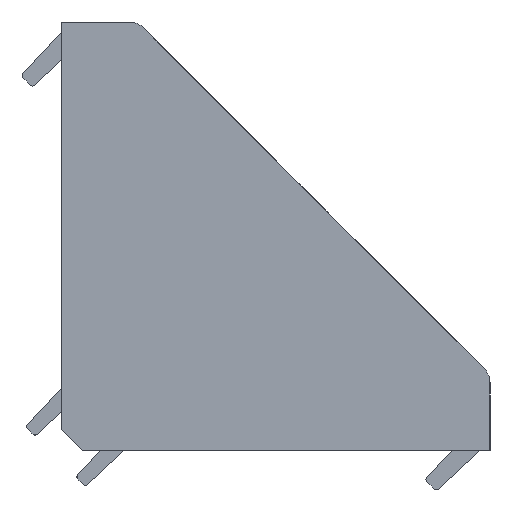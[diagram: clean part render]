
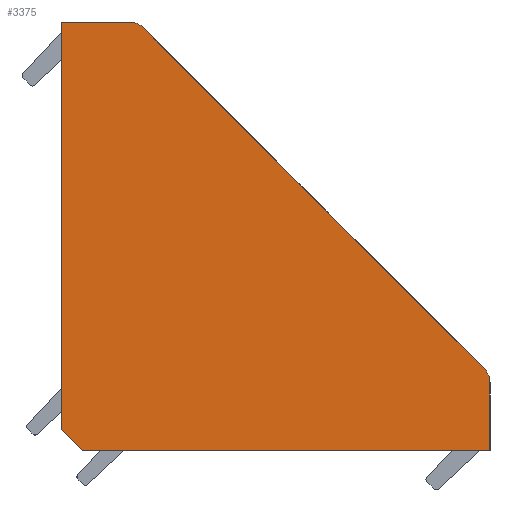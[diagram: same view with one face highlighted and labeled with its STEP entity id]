
A CAD part, left-side view. The second image highlights one B-rep face of the part: STEP entity #3375.
In plain terms, the highlighted planar face has unit normal (-1, 0, 0).
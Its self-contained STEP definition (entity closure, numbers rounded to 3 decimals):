
#33=CIRCLE('',#3632,2.);
#34=CIRCLE('',#3633,2.);
#306=FACE_OUTER_BOUND('',#500,.T.);
#500=EDGE_LOOP('',(#2381,#2382,#2383,#2384,#2385,#2386,#2387,#2388));
#744=LINE('',#5248,#1091);
#745=LINE('',#5250,#1092);
#746=LINE('',#5254,#1093);
#747=LINE('',#5258,#1094);
#748=LINE('',#5260,#1095);
#749=LINE('',#5261,#1096);
#1091=VECTOR('',#4134,1000.);
#1092=VECTOR('',#4135,1000.);
#1093=VECTOR('',#4138,1000.);
#1094=VECTOR('',#4141,1000.);
#1095=VECTOR('',#4142,1000.);
#1096=VECTOR('',#4143,1000.);
#1460=VERTEX_POINT('',#5246);
#1461=VERTEX_POINT('',#5247);
#1462=VERTEX_POINT('',#5249);
#1463=VERTEX_POINT('',#5251);
#1464=VERTEX_POINT('',#5253);
#1465=VERTEX_POINT('',#5255);
#1466=VERTEX_POINT('',#5257);
#1467=VERTEX_POINT('',#5259);
#1816=EDGE_CURVE('',#1460,#1461,#744,.T.);
#1817=EDGE_CURVE('',#1462,#1460,#745,.T.);
#1818=EDGE_CURVE('',#1463,#1462,#33,.T.);
#1819=EDGE_CURVE('',#1464,#1463,#746,.T.);
#1820=EDGE_CURVE('',#1465,#1464,#34,.T.);
#1821=EDGE_CURVE('',#1466,#1465,#747,.T.);
#1822=EDGE_CURVE('',#1467,#1466,#748,.T.);
#1823=EDGE_CURVE('',#1461,#1467,#749,.T.);
#2381=ORIENTED_EDGE('',*,*,#1816,.F.);
#2382=ORIENTED_EDGE('',*,*,#1817,.F.);
#2383=ORIENTED_EDGE('',*,*,#1818,.F.);
#2384=ORIENTED_EDGE('',*,*,#1819,.F.);
#2385=ORIENTED_EDGE('',*,*,#1820,.F.);
#2386=ORIENTED_EDGE('',*,*,#1821,.F.);
#2387=ORIENTED_EDGE('',*,*,#1822,.F.);
#2388=ORIENTED_EDGE('',*,*,#1823,.F.);
#3262=PLANE('',#3631);
#3375=ADVANCED_FACE('',(#306),#3262,.F.);
#3631=AXIS2_PLACEMENT_3D('',#5245,#4132,#4133);
#3632=AXIS2_PLACEMENT_3D('',#5252,#4136,#4137);
#3633=AXIS2_PLACEMENT_3D('',#5256,#4139,#4140);
#4132=DIRECTION('center_axis',(1.,0.,0.));
#4133=DIRECTION('ref_axis',(0.,0.,1.));
#4134=DIRECTION('',(0.,1.,0.));
#4135=DIRECTION('',(0.,0.,-1.));
#4136=DIRECTION('center_axis',(1.,0.,0.));
#4137=DIRECTION('ref_axis',(0.,0.,1.));
#4138=DIRECTION('',(0.,-0.707,-0.707));
#4139=DIRECTION('center_axis',(1.,0.,0.));
#4140=DIRECTION('ref_axis',(0.,0.,1.));
#4141=DIRECTION('',(0.,-1.,0.));
#4142=DIRECTION('',(0.,0.,1.));
#4143=DIRECTION('',(0.,0.707,0.707));
#5245=CARTESIAN_POINT('Origin',(-21.441,-6.669,40.));
#5246=CARTESIAN_POINT('',(-21.441,-42.,0.));
#5247=CARTESIAN_POINT('',(-21.441,-2.121,0.));
#5248=CARTESIAN_POINT('',(-21.441,-42.,0.));
#5249=CARTESIAN_POINT('',(-21.441,-42.,6.657));
#5250=CARTESIAN_POINT('',(-21.441,-42.,6.657));
#5251=CARTESIAN_POINT('',(-21.441,-41.414,8.071));
#5252=CARTESIAN_POINT('Origin',(-21.441,-40.,6.657));
#5253=CARTESIAN_POINT('',(-21.441,-8.084,41.414));
#5254=CARTESIAN_POINT('',(-21.441,-8.084,41.414));
#5255=CARTESIAN_POINT('',(-21.441,-6.669,42.));
#5256=CARTESIAN_POINT('Origin',(-21.441,-6.669,40.));
#5257=CARTESIAN_POINT('',(-21.441,0.,42.));
#5258=CARTESIAN_POINT('',(-21.441,0.,42.));
#5259=CARTESIAN_POINT('',(-21.441,0.,2.121));
#5260=CARTESIAN_POINT('',(-21.441,0.,2.121));
#5261=CARTESIAN_POINT('',(-21.441,-2.121,0.));
